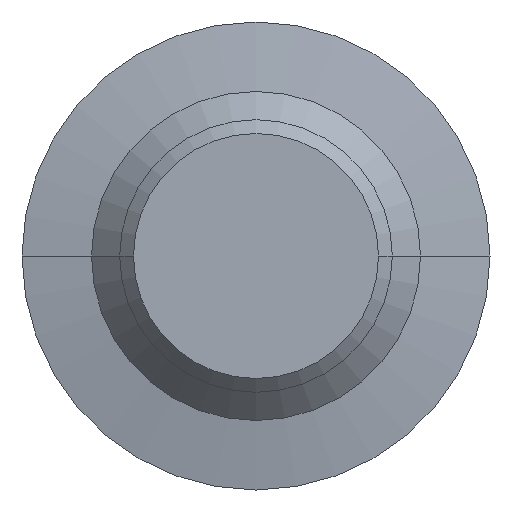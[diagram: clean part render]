
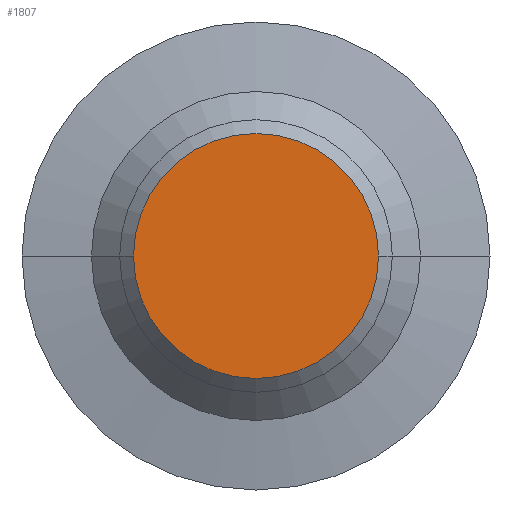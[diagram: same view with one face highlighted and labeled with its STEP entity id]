
A CAD part, left-side view. The second image highlights one B-rep face of the part: STEP entity #1807.
In plain terms, the highlighted planar face has unit normal (-1, 0, 0).
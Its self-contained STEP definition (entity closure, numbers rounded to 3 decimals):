
#43=CARTESIAN_POINT('',(-44.5,0.,0.));
#44=DIRECTION('',(-1.,0.,0.));
#45=DIRECTION('',(0.,1.,0.));
#46=AXIS2_PLACEMENT_3D('',#43,#44,#45);
#48=CARTESIAN_POINT('',(-44.5,0.,0.));
#49=DIRECTION('',(-1.,0.,0.));
#50=DIRECTION('',(0.,-1.,0.));
#51=AXIS2_PLACEMENT_3D('',#48,#49,#50);
#1724=CARTESIAN_POINT('',(-44.5,4.45,0.));
#1726=VERTEX_POINT('',#1724);
#1728=CARTESIAN_POINT('',(-44.5,-4.45,0.));
#1730=VERTEX_POINT('',#1728);
#1796=CARTESIAN_POINT('',(-44.5,0.,0.));
#1797=DIRECTION('',(1.,0.,0.));
#1798=DIRECTION('',(0.,0.,-1.));
#1799=AXIS2_PLACEMENT_3D('',#1796,#1797,#1798);
#1800=PLANE('',#1799);
#1802=ORIENTED_EDGE('',*,*,#1801,.F.);
#1804=ORIENTED_EDGE('',*,*,#1803,.F.);
#1805=EDGE_LOOP('',(#1802,#1804));
#1806=FACE_OUTER_BOUND('',#1805,.F.);
#47=CIRCLE('',#46,4.45);
#52=CIRCLE('',#51,4.45);
#1801=EDGE_CURVE('',#1726,#1730,#47,.T.);
#1803=EDGE_CURVE('',#1730,#1726,#52,.T.);
#1807=ADVANCED_FACE('',(#1806),#1800,.F.);
